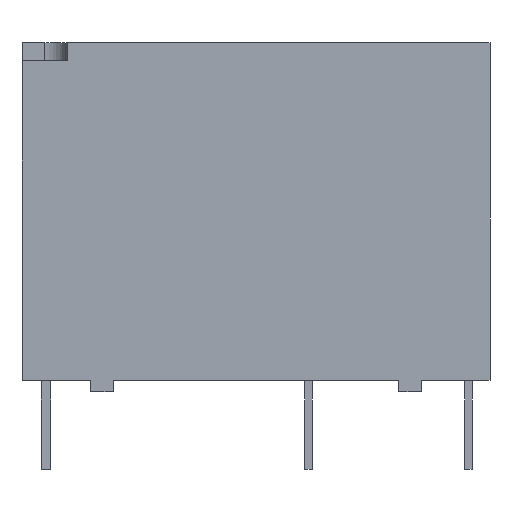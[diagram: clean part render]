
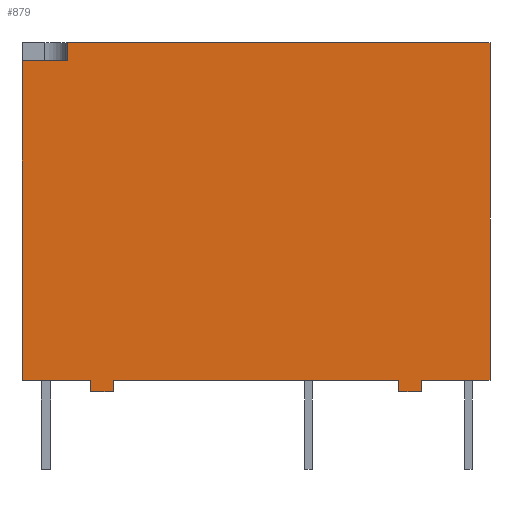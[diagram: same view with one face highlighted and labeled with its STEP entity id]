
A CAD part, front view. The second image highlights one B-rep face of the part: STEP entity #879.
In plain terms, the highlighted planar face has unit normal (0, -1, 0).
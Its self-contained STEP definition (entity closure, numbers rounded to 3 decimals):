
#54=FACE_OUTER_BOUND('',#104,.T.);
#104=EDGE_LOOP('',(#675,#676,#677,#678,#679,#680,#681,#682,#683,#684,#685,
#686,#687,#688));
#181=LINE('',#1317,#299);
#183=LINE('',#1324,#301);
#184=LINE('',#1327,#302);
#185=LINE('',#1329,#303);
#186=LINE('',#1331,#304);
#187=LINE('',#1333,#305);
#188=LINE('',#1335,#306);
#189=LINE('',#1337,#307);
#190=LINE('',#1339,#308);
#191=LINE('',#1341,#309);
#192=LINE('',#1343,#310);
#193=LINE('',#1345,#311);
#194=LINE('',#1347,#312);
#195=LINE('',#1348,#313);
#299=VECTOR('',#1080,10.);
#301=VECTOR('',#1090,10.);
#302=VECTOR('',#1093,10.);
#303=VECTOR('',#1094,10.);
#304=VECTOR('',#1095,10.);
#305=VECTOR('',#1096,10.);
#306=VECTOR('',#1097,10.);
#307=VECTOR('',#1098,10.);
#308=VECTOR('',#1099,10.);
#309=VECTOR('',#1100,10.);
#310=VECTOR('',#1101,10.);
#311=VECTOR('',#1102,10.);
#312=VECTOR('',#1103,10.);
#313=VECTOR('',#1104,10.);
#399=VERTEX_POINT('',#1311);
#401=VERTEX_POINT('',#1315);
#402=VERTEX_POINT('',#1322);
#403=VERTEX_POINT('',#1326);
#404=VERTEX_POINT('',#1328);
#405=VERTEX_POINT('',#1330);
#406=VERTEX_POINT('',#1332);
#407=VERTEX_POINT('',#1334);
#408=VERTEX_POINT('',#1336);
#409=VERTEX_POINT('',#1338);
#410=VERTEX_POINT('',#1340);
#411=VERTEX_POINT('',#1342);
#412=VERTEX_POINT('',#1344);
#413=VERTEX_POINT('',#1346);
#497=EDGE_CURVE('',#399,#401,#181,.T.);
#501=EDGE_CURVE('',#401,#402,#183,.T.);
#502=EDGE_CURVE('',#403,#402,#184,.T.);
#503=EDGE_CURVE('',#403,#404,#185,.T.);
#504=EDGE_CURVE('',#404,#405,#186,.T.);
#505=EDGE_CURVE('',#406,#405,#187,.T.);
#506=EDGE_CURVE('',#406,#407,#188,.T.);
#507=EDGE_CURVE('',#407,#408,#189,.T.);
#508=EDGE_CURVE('',#408,#409,#190,.T.);
#509=EDGE_CURVE('',#410,#409,#191,.T.);
#510=EDGE_CURVE('',#410,#411,#192,.T.);
#511=EDGE_CURVE('',#411,#412,#193,.T.);
#512=EDGE_CURVE('',#412,#413,#194,.T.);
#513=EDGE_CURVE('',#399,#413,#195,.T.);
#675=ORIENTED_EDGE('',*,*,#497,.T.);
#676=ORIENTED_EDGE('',*,*,#501,.T.);
#677=ORIENTED_EDGE('',*,*,#502,.F.);
#678=ORIENTED_EDGE('',*,*,#503,.T.);
#679=ORIENTED_EDGE('',*,*,#504,.T.);
#680=ORIENTED_EDGE('',*,*,#505,.F.);
#681=ORIENTED_EDGE('',*,*,#506,.T.);
#682=ORIENTED_EDGE('',*,*,#507,.T.);
#683=ORIENTED_EDGE('',*,*,#508,.T.);
#684=ORIENTED_EDGE('',*,*,#509,.F.);
#685=ORIENTED_EDGE('',*,*,#510,.T.);
#686=ORIENTED_EDGE('',*,*,#511,.T.);
#687=ORIENTED_EDGE('',*,*,#512,.T.);
#688=ORIENTED_EDGE('',*,*,#513,.F.);
#829=PLANE('',#949);
#879=ADVANCED_FACE('',(#54),#829,.T.);
#949=AXIS2_PLACEMENT_3D('',#1325,#1091,#1092);
#1080=DIRECTION('',(0.,0.,-1.));
#1090=DIRECTION('',(-1.,0.,0.));
#1091=DIRECTION('center_axis',(0.,-1.,0.));
#1092=DIRECTION('ref_axis',(1.,0.,0.));
#1093=DIRECTION('',(0.,0.,1.));
#1094=DIRECTION('',(1.,0.,0.));
#1095=DIRECTION('',(0.,0.,-1.));
#1096=DIRECTION('',(-1.,0.,0.));
#1097=DIRECTION('',(0.,0.,1.));
#1098=DIRECTION('',(1.,0.,0.));
#1099=DIRECTION('',(0.,0.,-1.));
#1100=DIRECTION('',(-1.,0.,0.));
#1101=DIRECTION('',(0.,0.,1.));
#1102=DIRECTION('',(1.,0.,0.));
#1103=DIRECTION('',(0.,0.,1.));
#1104=DIRECTION('',(1.,0.,0.));
#1311=CARTESIAN_POINT('',(2.,-7.2,15.3));
#1315=CARTESIAN_POINT('',(2.,-7.2,14.5));
#1317=CARTESIAN_POINT('',(2.,-7.2,7.65));
#1322=CARTESIAN_POINT('',(0.,-7.2,14.5));
#1324=CARTESIAN_POINT('',(0.5,-7.2,14.5));
#1325=CARTESIAN_POINT('Origin',(0.,-7.2,0.));
#1326=CARTESIAN_POINT('',(0.,-7.2,0.5));
#1327=CARTESIAN_POINT('',(0.,-7.2,0.));
#1328=CARTESIAN_POINT('',(3.,-7.2,0.5));
#1329=CARTESIAN_POINT('',(5.125,-7.2,0.5));
#1330=CARTESIAN_POINT('',(3.,-7.2,0.));
#1331=CARTESIAN_POINT('',(3.,-7.2,0.));
#1332=CARTESIAN_POINT('',(4.,-7.2,0.));
#1333=CARTESIAN_POINT('',(20.5,-7.2,0.));
#1334=CARTESIAN_POINT('',(4.,-7.2,0.5));
#1335=CARTESIAN_POINT('',(4.,-7.2,0.));
#1336=CARTESIAN_POINT('',(16.5,-7.2,0.5));
#1337=CARTESIAN_POINT('',(5.125,-7.2,0.5));
#1338=CARTESIAN_POINT('',(16.5,-7.2,0.));
#1339=CARTESIAN_POINT('',(16.5,-7.2,0.));
#1340=CARTESIAN_POINT('',(17.5,-7.2,0.));
#1341=CARTESIAN_POINT('',(20.5,-7.2,0.));
#1342=CARTESIAN_POINT('',(17.5,-7.2,0.5));
#1343=CARTESIAN_POINT('',(17.5,-7.2,0.));
#1344=CARTESIAN_POINT('',(20.5,-7.2,0.5));
#1345=CARTESIAN_POINT('',(5.125,-7.2,0.5));
#1346=CARTESIAN_POINT('',(20.5,-7.2,15.3));
#1347=CARTESIAN_POINT('',(20.5,-7.2,0.));
#1348=CARTESIAN_POINT('',(20.5,-7.2,15.3));
